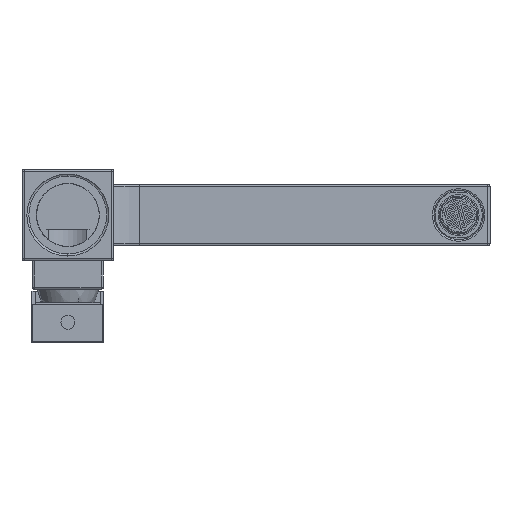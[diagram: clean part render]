
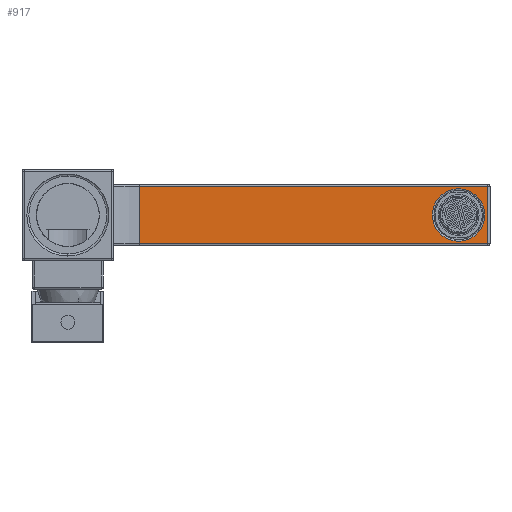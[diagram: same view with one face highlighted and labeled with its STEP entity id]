
A CAD part, front view. The second image highlights one B-rep face of the part: STEP entity #917.
In plain terms, the highlighted planar face has unit normal (0, -1, 0).
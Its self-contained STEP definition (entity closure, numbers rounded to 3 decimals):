
#90 = LINE ( 'NONE', #3704, #13825 ) ;
#107 = CARTESIAN_POINT ( 'NONE',  ( 177., 323.5, 0. ) ) ;
#401 = CARTESIAN_POINT ( 'NONE',  ( 35., 323.5, 14. ) ) ;
#853 = CARTESIAN_POINT ( 'NONE',  ( 204., 323.5, -14. ) ) ;
#917 = ADVANCED_FACE ( 'NONE', ( #5325, #9885 ), #7288, .F. ) ;
#1991 = VERTEX_POINT ( 'NONE', #10767 ) ;
#2121 = EDGE_LOOP ( 'NONE', ( #15712, #12915, #6375, #15403 ) ) ;
#2580 = DIRECTION ( 'NONE',  ( 0., 0., 1. ) ) ;
#2596 = LINE ( 'NONE', #7568, #12756 ) ;
#2888 = CARTESIAN_POINT ( 'NONE',  ( 35., 323.5, -14. ) ) ;
#3541 = CIRCLE ( 'NONE', #13672, 12.75 ) ;
#3633 = DIRECTION ( 'NONE',  ( 1., 0., 0. ) ) ;
#3704 = CARTESIAN_POINT ( 'NONE',  ( 204., 323.5, 15. ) ) ;
#3862 = EDGE_LOOP ( 'NONE', ( #10262, #15244 ) ) ;
#4224 = DIRECTION ( 'NONE',  ( 0., 0., -1. ) ) ;
#4370 = LINE ( 'NONE', #12718, #17080 ) ;
#4424 = CARTESIAN_POINT ( 'NONE',  ( 189.75, 323.5, 0. ) ) ;
#4471 = VECTOR ( 'NONE', #4224, 1000. ) ;
#4781 = DIRECTION ( 'NONE',  ( -1., 0., 0. ) ) ;
#5304 = LINE ( 'NONE', #8438, #4471 ) ;
#5325 = FACE_BOUND ( 'NONE', #3862, .T. ) ;
#6375 = ORIENTED_EDGE ( 'NONE', *, *, #8051, .T. ) ;
#6503 = EDGE_CURVE ( 'NONE', #8610, #7664, #2596, .T. ) ;
#6841 = EDGE_CURVE ( 'NONE', #11419, #12325, #3541, .T. ) ;
#7288 = PLANE ( 'NONE',  #15094 ) ;
#7406 = DIRECTION ( 'NONE',  ( -1., 0., 0. ) ) ;
#7568 = CARTESIAN_POINT ( 'NONE',  ( 205., 323.5, -14. ) ) ;
#7664 = VERTEX_POINT ( 'NONE', #853 ) ;
#8051 = EDGE_CURVE ( 'NONE', #12488, #8610, #5304, .T. ) ;
#8438 = CARTESIAN_POINT ( 'NONE',  ( 35., 323.5, 15. ) ) ;
#8583 = DIRECTION ( 'NONE',  ( -1., 0., 0. ) ) ;
#8610 = VERTEX_POINT ( 'NONE', #2888 ) ;
#9587 = CIRCLE ( 'NONE', #11804, 12.75 ) ;
#9686 = CARTESIAN_POINT ( 'NONE',  ( 189.75, 323.5, 0. ) ) ;
#9885 = FACE_OUTER_BOUND ( 'NONE', #2121, .T. ) ;
#10262 = ORIENTED_EDGE ( 'NONE', *, *, #6841, .T. ) ;
#10767 = CARTESIAN_POINT ( 'NONE',  ( 204., 323.5, 14. ) ) ;
#11419 = VERTEX_POINT ( 'NONE', #107 ) ;
#11804 = AXIS2_PLACEMENT_3D ( 'NONE', #9686, #13836, #15059 ) ;
#12262 = EDGE_CURVE ( 'NONE', #7664, #1991, #90, .T. ) ;
#12325 = VERTEX_POINT ( 'NONE', #16015 ) ;
#12488 = VERTEX_POINT ( 'NONE', #401 ) ;
#12718 = CARTESIAN_POINT ( 'NONE',  ( 35., 323.5, 14. ) ) ;
#12756 = VECTOR ( 'NONE', #3633, 1000. ) ;
#12915 = ORIENTED_EDGE ( 'NONE', *, *, #15797, .T. ) ;
#13672 = AXIS2_PLACEMENT_3D ( 'NONE', #4424, #16404, #8583 ) ;
#13825 = VECTOR ( 'NONE', #2580, 1000. ) ;
#13836 = DIRECTION ( 'NONE',  ( 0., 1., 0. ) ) ;
#15059 = DIRECTION ( 'NONE',  ( -1., 0., 0. ) ) ;
#15094 = AXIS2_PLACEMENT_3D ( 'NONE', #16639, #16694, #4781 ) ;
#15244 = ORIENTED_EDGE ( 'NONE', *, *, #15710, .T. ) ;
#15403 = ORIENTED_EDGE ( 'NONE', *, *, #6503, .T. ) ;
#15710 = EDGE_CURVE ( 'NONE', #12325, #11419, #9587, .T. ) ;
#15712 = ORIENTED_EDGE ( 'NONE', *, *, #12262, .T. ) ;
#15797 = EDGE_CURVE ( 'NONE', #1991, #12488, #4370, .T. ) ;
#16015 = CARTESIAN_POINT ( 'NONE',  ( 202.5, 323.5, 0. ) ) ;
#16404 = DIRECTION ( 'NONE',  ( 0., 1., 0. ) ) ;
#16639 = CARTESIAN_POINT ( 'NONE',  ( 205., 323.5, 15. ) ) ;
#16694 = DIRECTION ( 'NONE',  ( 0., 1., 0. ) ) ;
#17080 = VECTOR ( 'NONE', #7406, 1000. ) ;
